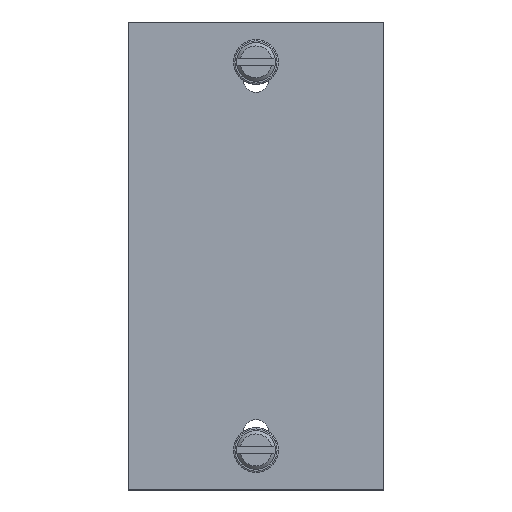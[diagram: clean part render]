
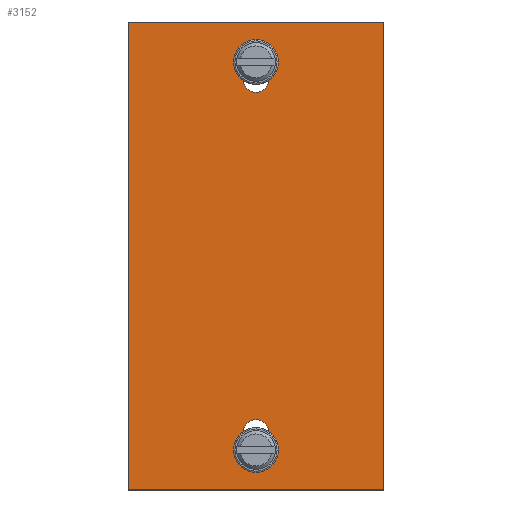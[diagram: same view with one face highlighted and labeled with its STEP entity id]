
A CAD part, top view. The second image highlights one B-rep face of the part: STEP entity #3152.
In plain terms, the highlighted planar face has unit normal (0, 0, 1).
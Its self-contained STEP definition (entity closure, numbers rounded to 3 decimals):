
#73=DIRECTION('',(0.,-1.,0.));
#74=VECTOR('',#73,73.2);
#75=CARTESIAN_POINT('',(-20.,36.6,2.));
#76=LINE('',#75,#74);
#77=DIRECTION('',(-1.,0.,0.));
#78=VECTOR('',#77,40.);
#79=CARTESIAN_POINT('',(20.,36.6,2.));
#80=LINE('',#79,#78);
#81=DIRECTION('',(0.,1.,0.));
#82=VECTOR('',#81,73.2);
#83=CARTESIAN_POINT('',(20.,-36.6,2.));
#84=LINE('',#83,#82);
#85=DIRECTION('',(1.,0.,0.));
#86=VECTOR('',#85,40.);
#87=CARTESIAN_POINT('',(-20.,-36.6,2.));
#88=LINE('',#87,#86);
#89=CARTESIAN_POINT('',(0.,-30.35,2.));
#90=DIRECTION('',(0.,0.,1.));
#91=DIRECTION('',(1.,0.,0.));
#92=AXIS2_PLACEMENT_3D('',#89,#90,#91);
#94=CARTESIAN_POINT('',(0.,-27.6,2.));
#95=DIRECTION('',(0.,0.,1.));
#96=DIRECTION('',(0.998,0.063,0.));
#97=AXIS2_PLACEMENT_3D('',#94,#95,#96);
#99=CARTESIAN_POINT('',(0.,-30.35,2.));
#100=DIRECTION('',(0.,0.,1.));
#101=DIRECTION('',(-0.57,0.821,0.));
#102=AXIS2_PLACEMENT_3D('',#99,#100,#101);
#104=CARTESIAN_POINT('',(0.,-30.35,2.));
#105=DIRECTION('',(0.,0.,1.));
#106=DIRECTION('',(-1.,0.,0.));
#107=AXIS2_PLACEMENT_3D('',#104,#105,#106);
#109=CARTESIAN_POINT('',(0.,30.35,2.));
#110=DIRECTION('',(0.,0.,1.));
#111=DIRECTION('',(1.,0.,0.));
#112=AXIS2_PLACEMENT_3D('',#109,#110,#111);
#114=CARTESIAN_POINT('',(0.,30.35,2.));
#115=DIRECTION('',(0.,0.,1.));
#116=DIRECTION('',(-1.,0.,0.));
#117=AXIS2_PLACEMENT_3D('',#114,#115,#116);
#119=CARTESIAN_POINT('',(0.,27.6,2.));
#120=DIRECTION('',(0.,0.,1.));
#121=DIRECTION('',(-0.998,-0.063,0.));
#122=AXIS2_PLACEMENT_3D('',#119,#120,#121);
#124=CARTESIAN_POINT('',(0.,30.35,2.));
#125=DIRECTION('',(0.,0.,1.));
#126=DIRECTION('',(0.57,-0.821,0.));
#127=AXIS2_PLACEMENT_3D('',#124,#125,#126);
#2541=CARTESIAN_POINT('',(-20.,36.6,2.));
#2542=CARTESIAN_POINT('',(-20.,-36.6,2.));
#2543=VERTEX_POINT('',#2541);
#2544=VERTEX_POINT('',#2542);
#2545=CARTESIAN_POINT('',(20.,-36.6,2.));
#2546=VERTEX_POINT('',#2545);
#2547=CARTESIAN_POINT('',(20.,36.6,2.));
#2548=VERTEX_POINT('',#2547);
#2561=CARTESIAN_POINT('',(3.5,-30.35,2.));
#2562=CARTESIAN_POINT('',(1.996,-27.475,2.));
#2563=VERTEX_POINT('',#2561);
#2564=VERTEX_POINT('',#2562);
#2565=CARTESIAN_POINT('',(-1.996,-27.475,2.));
#2566=CARTESIAN_POINT('',(-3.5,-30.35,2.));
#2567=VERTEX_POINT('',#2565);
#2568=VERTEX_POINT('',#2566);
#2589=CARTESIAN_POINT('',(3.5,30.35,2.));
#2590=CARTESIAN_POINT('',(-3.5,30.35,2.));
#2591=VERTEX_POINT('',#2589);
#2592=VERTEX_POINT('',#2590);
#2593=CARTESIAN_POINT('',(-1.996,27.475,2.));
#2594=VERTEX_POINT('',#2593);
#2595=CARTESIAN_POINT('',(1.996,27.475,2.));
#2596=VERTEX_POINT('',#2595);
#3121=CARTESIAN_POINT('',(0.,0.,2.));
#3122=DIRECTION('',(0.,0.,1.));
#3123=DIRECTION('',(1.,0.,0.));
#3124=AXIS2_PLACEMENT_3D('',#3121,#3122,#3123);
#3125=PLANE('',#3124);
#3126=ORIENTED_EDGE('',*,*,#3073,.F.);
#3127=ORIENTED_EDGE('',*,*,#3088,.F.);
#3128=ORIENTED_EDGE('',*,*,#3102,.F.);
#3129=ORIENTED_EDGE('',*,*,#3115,.F.);
#3130=EDGE_LOOP('',(#3126,#3127,#3128,#3129));
#3131=FACE_OUTER_BOUND('',#3130,.F.);
#3133=ORIENTED_EDGE('',*,*,#3132,.T.);
#3135=ORIENTED_EDGE('',*,*,#3134,.T.);
#3137=ORIENTED_EDGE('',*,*,#3136,.T.);
#3139=ORIENTED_EDGE('',*,*,#3138,.T.);
#3140=EDGE_LOOP('',(#3133,#3135,#3137,#3139));
#3141=FACE_BOUND('',#3140,.F.);
#3143=ORIENTED_EDGE('',*,*,#3142,.T.);
#3145=ORIENTED_EDGE('',*,*,#3144,.T.);
#3147=ORIENTED_EDGE('',*,*,#3146,.T.);
#3149=ORIENTED_EDGE('',*,*,#3148,.T.);
#3150=EDGE_LOOP('',(#3143,#3145,#3147,#3149));
#3151=FACE_BOUND('',#3150,.F.);
#3152=ADVANCED_FACE('',(#3131,#3141,#3151),#3125,.T.);
#93=CIRCLE('',#92,3.5);
#98=CIRCLE('',#97,2.);
#103=CIRCLE('',#102,3.5);
#108=CIRCLE('',#107,3.5);
#113=CIRCLE('',#112,3.5);
#118=CIRCLE('',#117,3.5);
#123=CIRCLE('',#122,2.);
#128=CIRCLE('',#127,3.5);
#3073=EDGE_CURVE('',#2543,#2544,#76,.T.);
#3088=EDGE_CURVE('',#2548,#2543,#80,.T.);
#3102=EDGE_CURVE('',#2546,#2548,#84,.T.);
#3115=EDGE_CURVE('',#2544,#2546,#88,.T.);
#3132=EDGE_CURVE('',#2563,#2564,#93,.T.);
#3134=EDGE_CURVE('',#2564,#2567,#98,.T.);
#3136=EDGE_CURVE('',#2567,#2568,#103,.T.);
#3138=EDGE_CURVE('',#2568,#2563,#108,.T.);
#3142=EDGE_CURVE('',#2591,#2592,#113,.T.);
#3144=EDGE_CURVE('',#2592,#2594,#118,.T.);
#3146=EDGE_CURVE('',#2594,#2596,#123,.T.);
#3148=EDGE_CURVE('',#2596,#2591,#128,.T.);
